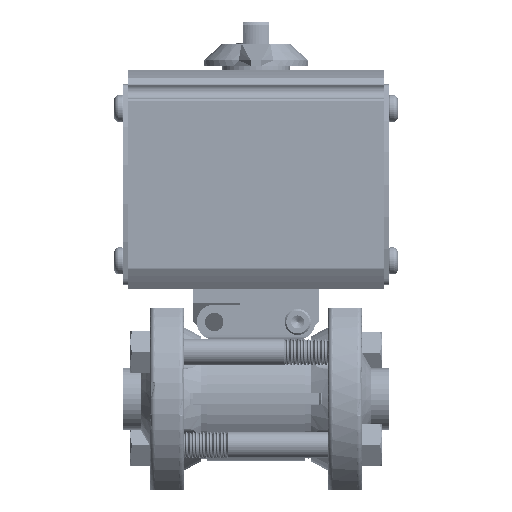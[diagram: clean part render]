
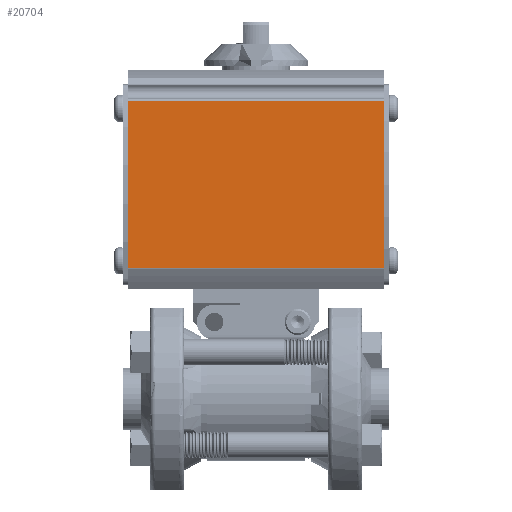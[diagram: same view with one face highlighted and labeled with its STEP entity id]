
A CAD part, top view. The second image highlights one B-rep face of the part: STEP entity #20704.
In plain terms, the highlighted planar face has unit normal (0, 0, 1).
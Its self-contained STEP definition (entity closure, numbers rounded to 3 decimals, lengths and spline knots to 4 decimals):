
#4077 = VECTOR ( 'NONE', #43566, 39.3701 ) ;
#6339 = CARTESIAN_POINT ( 'NONE',  ( 1.5275, 1.5679, 1.17 ) ) ;
#13304 = VERTEX_POINT ( 'NONE', #34550 ) ;
#13357 = EDGE_CURVE ( 'NONE', #13304, #86483, #40512, .T. ) ;
#14876 = VECTOR ( 'NONE', #35360, 39.3701 ) ;
#14888 = CARTESIAN_POINT ( 'NONE',  ( -5.0403, 1.5679, 1.17 ) ) ;
#18257 = PLANE ( 'NONE',  #42845 ) ;
#20704 = ADVANCED_FACE ( 'NONE', ( #71066 ), #18257, .F. ) ;
#20921 = VECTOR ( 'NONE', #42102, 39.3701 ) ;
#23953 = LINE ( 'NONE', #99912, #20921 ) ;
#26696 = LINE ( 'NONE', #14888, #4077 ) ;
#27940 = DIRECTION ( 'NONE',  ( 0., -1., 0. ) ) ;
#29296 = EDGE_LOOP ( 'NONE', ( #64222, #59715, #72774, #73412 ) ) ;
#32486 = VERTEX_POINT ( 'NONE', #114478 ) ;
#33050 = EDGE_CURVE ( 'NONE', #32486, #86483, #23953, .T. ) ;
#34550 = CARTESIAN_POINT ( 'NONE',  ( 1.5275, 3.5621, 1.17 ) ) ;
#35360 = DIRECTION ( 'NONE',  ( -1., 0., 0. ) ) ;
#39196 = LINE ( 'NONE', #103251, #113181 ) ;
#40512 = LINE ( 'NONE', #102894, #14876 ) ;
#42102 = DIRECTION ( 'NONE',  ( 0., 1., 0. ) ) ;
#42200 = EDGE_CURVE ( 'NONE', #32486, #77236, #26696, .T. ) ;
#42845 = AXIS2_PLACEMENT_3D ( 'NONE', #56649, #85786, #27940 ) ;
#43566 = DIRECTION ( 'NONE',  ( 1., 0., 0. ) ) ;
#45428 = DIRECTION ( 'NONE',  ( 0., -1., 0. ) ) ;
#55621 = EDGE_CURVE ( 'NONE', #13304, #77236, #39196, .T. ) ;
#56649 = CARTESIAN_POINT ( 'NONE',  ( -5.0403, 3.5694, 1.17 ) ) ;
#59715 = ORIENTED_EDGE ( 'NONE', *, *, #13357, .T. ) ;
#64222 = ORIENTED_EDGE ( 'NONE', *, *, #55621, .F. ) ;
#71066 = FACE_OUTER_BOUND ( 'NONE', #29296, .T. ) ;
#72774 = ORIENTED_EDGE ( 'NONE', *, *, #33050, .F. ) ;
#73412 = ORIENTED_EDGE ( 'NONE', *, *, #42200, .T. ) ;
#77236 = VERTEX_POINT ( 'NONE', #6339 ) ;
#79797 = CARTESIAN_POINT ( 'NONE',  ( -1.5275, 3.5621, 1.17 ) ) ;
#85786 = DIRECTION ( 'NONE',  ( 0., 0., -1. ) ) ;
#86483 = VERTEX_POINT ( 'NONE', #79797 ) ;
#99912 = CARTESIAN_POINT ( 'NONE',  ( -1.5275, 3.5694, 1.17 ) ) ;
#102894 = CARTESIAN_POINT ( 'NONE',  ( -5.0403, 3.5621, 1.17 ) ) ;
#103251 = CARTESIAN_POINT ( 'NONE',  ( 1.5275, 3.5694, 1.17 ) ) ;
#113181 = VECTOR ( 'NONE', #45428, 39.3701 ) ;
#114478 = CARTESIAN_POINT ( 'NONE',  ( -1.5275, 1.5679, 1.17 ) ) ;
